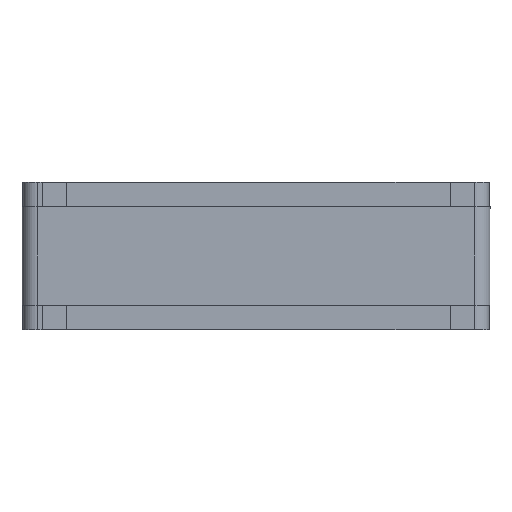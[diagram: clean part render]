
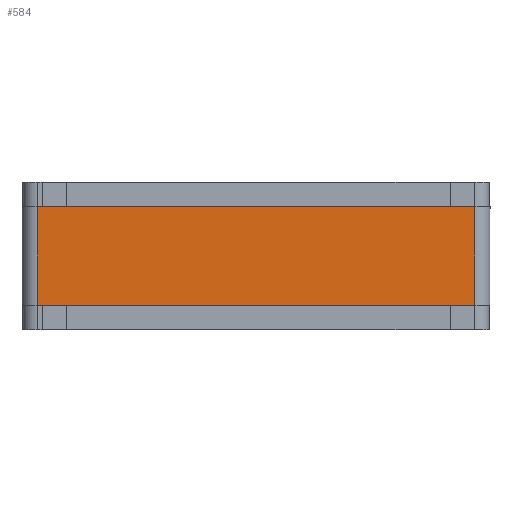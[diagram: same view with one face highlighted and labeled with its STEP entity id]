
A CAD part, front view. The second image highlights one B-rep face of the part: STEP entity #584.
In plain terms, the highlighted face is planar.
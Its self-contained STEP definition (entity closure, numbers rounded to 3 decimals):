
#52=FACE_OUTER_BOUND('',#84,.T.);
#84=EDGE_LOOP('',(#409,#410,#411,#412));
#122=LINE('',#917,#192);
#123=LINE('',#920,#193);
#124=LINE('',#922,#194);
#125=LINE('',#923,#195);
#192=VECTOR('',#750,10.);
#193=VECTOR('',#753,10.);
#194=VECTOR('',#754,10.);
#195=VECTOR('',#755,10.);
#261=VERTEX_POINT('',#910);
#264=VERTEX_POINT('',#915);
#265=VERTEX_POINT('',#919);
#266=VERTEX_POINT('',#921);
#322=EDGE_CURVE('',#261,#264,#122,.T.);
#323=EDGE_CURVE('',#265,#261,#123,.T.);
#324=EDGE_CURVE('',#266,#264,#124,.T.);
#325=EDGE_CURVE('',#265,#266,#125,.T.);
#409=ORIENTED_EDGE('',*,*,#323,.T.);
#410=ORIENTED_EDGE('',*,*,#322,.T.);
#411=ORIENTED_EDGE('',*,*,#324,.F.);
#412=ORIENTED_EDGE('',*,*,#325,.F.);
#555=PLANE('',#679);
#584=ADVANCED_FACE('',(#52),#555,.T.);
#679=AXIS2_PLACEMENT_3D('',#918,#751,#752);
#750=DIRECTION('',(0.,0.,1.));
#751=DIRECTION('center_axis',(0.,1.,0.));
#752=DIRECTION('ref_axis',(-1.,0.,0.));
#753=DIRECTION('',(-1.,0.,0.));
#754=DIRECTION('',(-1.,0.,0.));
#755=DIRECTION('',(0.,0.,1.));
#910=CARTESIAN_POINT('',(-1900.,-130.553,0.));
#915=CARTESIAN_POINT('',(-1900.,-130.553,1000.));
#917=CARTESIAN_POINT('',(-1900.,-130.553,0.));
#918=CARTESIAN_POINT('Origin',(2550.,-130.553,0.));
#919=CARTESIAN_POINT('',(2550.,-130.553,0.));
#920=CARTESIAN_POINT('',(2550.,-130.553,0.));
#921=CARTESIAN_POINT('',(2550.,-130.553,1000.));
#922=CARTESIAN_POINT('',(2550.,-130.553,1000.));
#923=CARTESIAN_POINT('',(2550.,-130.553,0.));
